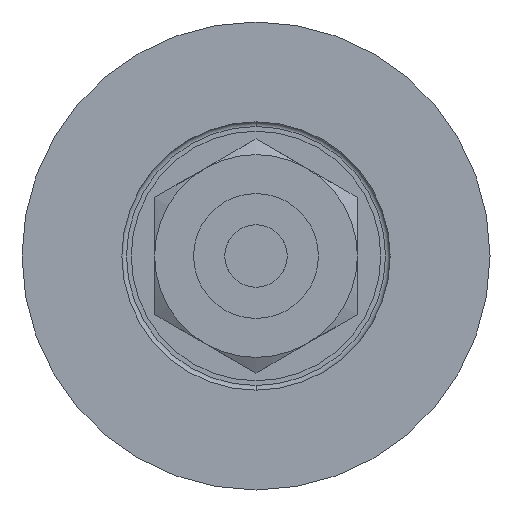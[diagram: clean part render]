
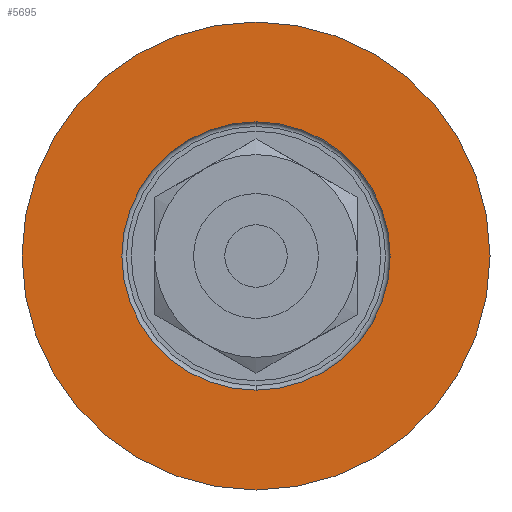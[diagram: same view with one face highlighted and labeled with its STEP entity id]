
A CAD part, front view. The second image highlights one B-rep face of the part: STEP entity #5695.
In plain terms, the highlighted planar face has unit normal (0, -1, 0).
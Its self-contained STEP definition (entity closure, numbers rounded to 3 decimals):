
#14 = CARTESIAN_POINT ( 'NONE',  ( 0., 0., 0. ) ) ;
#261 = VERTEX_POINT ( 'NONE', #8288 ) ;
#1197 = DIRECTION ( 'NONE',  ( 0., 1., 0. ) ) ;
#1447 = AXIS2_PLACEMENT_3D ( 'NONE', #14, #5510, #9392 ) ;
#1597 = AXIS2_PLACEMENT_3D ( 'NONE', #6815, #2833, #6703 ) ;
#1709 = CARTESIAN_POINT ( 'NONE',  ( 0., 0., 8.6 ) ) ;
#2078 = EDGE_CURVE ( 'NONE', #261, #4266, #4457, .T. ) ;
#2576 = PLANE ( 'NONE',  #1597 ) ;
#2677 = VERTEX_POINT ( 'NONE', #8357 ) ;
#2701 = CARTESIAN_POINT ( 'NONE',  ( 0., 0., 0. ) ) ;
#2833 = DIRECTION ( 'NONE',  ( 0., -1., 0. ) ) ;
#3109 = AXIS2_PLACEMENT_3D ( 'NONE', #9501, #6988, #8607 ) ;
#3420 = CIRCLE ( 'NONE', #4925, 8.6 ) ;
#4106 = EDGE_LOOP ( 'NONE', ( #4675, #4418 ) ) ;
#4195 = FACE_BOUND ( 'NONE', #10133, .T. ) ;
#4266 = VERTEX_POINT ( 'NONE', #7716 ) ;
#4418 = ORIENTED_EDGE ( 'NONE', *, *, #2078, .F. ) ;
#4457 = CIRCLE ( 'NONE', #1447, 15. ) ;
#4550 = EDGE_CURVE ( 'NONE', #2677, #9956, #3420, .T. ) ;
#4675 = ORIENTED_EDGE ( 'NONE', *, *, #5386, .F. ) ;
#4893 = CARTESIAN_POINT ( 'NONE',  ( 0., 0., 0. ) ) ;
#4925 = AXIS2_PLACEMENT_3D ( 'NONE', #2701, #1197, #7417 ) ;
#5177 = AXIS2_PLACEMENT_3D ( 'NONE', #4893, #5840, #7360 ) ;
#5386 = EDGE_CURVE ( 'NONE', #4266, #261, #7292, .T. ) ;
#5510 = DIRECTION ( 'NONE',  ( 0., 1., 0. ) ) ;
#5695 = ADVANCED_FACE ( 'NONE', ( #4195, #9705 ), #2576, .T. ) ;
#5840 = DIRECTION ( 'NONE',  ( 0., 1., 0. ) ) ;
#6443 = ORIENTED_EDGE ( 'NONE', *, *, #9817, .T. ) ;
#6703 = DIRECTION ( 'NONE',  ( 0., 0., -1. ) ) ;
#6815 = CARTESIAN_POINT ( 'NONE',  ( -15., 0., 0. ) ) ;
#6988 = DIRECTION ( 'NONE',  ( 0., 1., 0. ) ) ;
#7292 = CIRCLE ( 'NONE', #3109, 15. ) ;
#7360 = DIRECTION ( 'NONE',  ( 0., 0., 1. ) ) ;
#7417 = DIRECTION ( 'NONE',  ( 0., 0., 1. ) ) ;
#7716 = CARTESIAN_POINT ( 'NONE',  ( 0., 0., 15. ) ) ;
#8288 = CARTESIAN_POINT ( 'NONE',  ( 0., 0., -15. ) ) ;
#8357 = CARTESIAN_POINT ( 'NONE',  ( 0., 0., -8.6 ) ) ;
#8607 = DIRECTION ( 'NONE',  ( 0., 0., 1. ) ) ;
#9392 = DIRECTION ( 'NONE',  ( 0., 0., 1. ) ) ;
#9501 = CARTESIAN_POINT ( 'NONE',  ( 0., 0., 0. ) ) ;
#9705 = FACE_OUTER_BOUND ( 'NONE', #4106, .T. ) ;
#9710 = CIRCLE ( 'NONE', #5177, 8.6 ) ;
#9817 = EDGE_CURVE ( 'NONE', #9956, #2677, #9710, .T. ) ;
#9956 = VERTEX_POINT ( 'NONE', #1709 ) ;
#10133 = EDGE_LOOP ( 'NONE', ( #6443, #10350 ) ) ;
#10350 = ORIENTED_EDGE ( 'NONE', *, *, #4550, .T. ) ;
